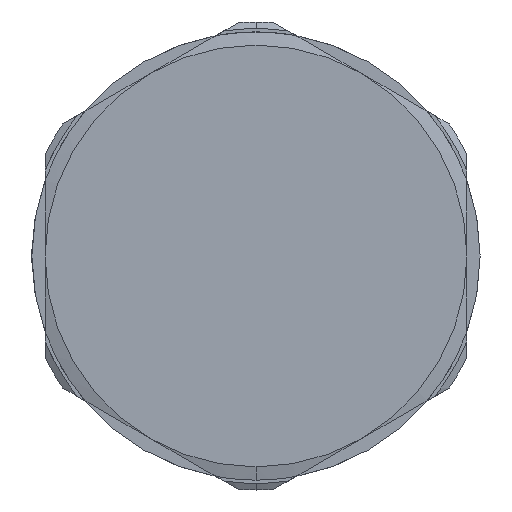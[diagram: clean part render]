
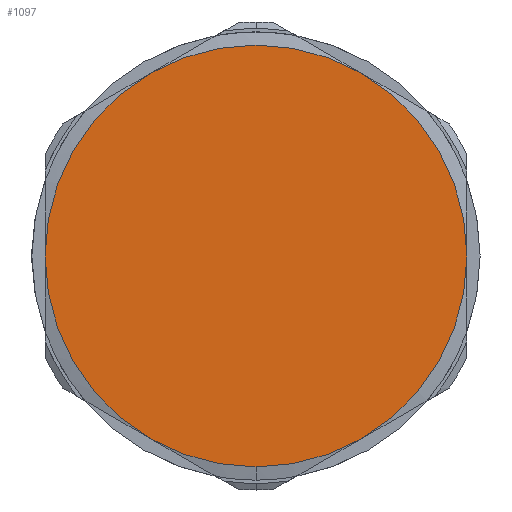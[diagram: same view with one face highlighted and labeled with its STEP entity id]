
A CAD part, left-side view. The second image highlights one B-rep face of the part: STEP entity #1097.
In plain terms, the highlighted planar face has unit normal (-1, 0, 0).
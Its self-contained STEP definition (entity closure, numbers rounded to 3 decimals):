
#359 = PLANE ( 'NONE',  #2176 ) ;
#361 = CARTESIAN_POINT ( 'NONE',  ( -113.2, 16., -9.238 ) ) ;
#366 = DIRECTION ( 'NONE',  ( 1., 0., 0. ) ) ;
#367 = DIRECTION ( 'NONE',  ( 0., -1., 0. ) ) ;
#424 = CARTESIAN_POINT ( 'NONE',  ( -113.2, -16., 0. ) ) ;
#469 = CARTESIAN_POINT ( 'NONE',  ( -113.2, -8., 13.856 ) ) ;
#481 = CARTESIAN_POINT ( 'NONE',  ( -113.2, -8., -13.856 ) ) ;
#519 = CARTESIAN_POINT ( 'NONE',  ( -113.2, 8., 13.856 ) ) ;
#1097 = ADVANCED_FACE ( 'NONE', ( #7184 ), #359, .F. ) ;
#1251 = CARTESIAN_POINT ( 'NONE',  ( -113.2, 0., -16. ) ) ;
#1315 = VERTEX_POINT ( 'NONE', #424 ) ;
#1386 = VERTEX_POINT ( 'NONE', #469 ) ;
#1403 = VERTEX_POINT ( 'NONE', #481 ) ;
#1455 = VERTEX_POINT ( 'NONE', #519 ) ;
#1576 = EDGE_LOOP ( 'NONE', ( #6216, #6302, #6369, #6359, #6360, #6334, #6356 ) ) ;
#1604 = VERTEX_POINT ( 'NONE', #12090 ) ;
#1741 = VERTEX_POINT ( 'NONE', #12171 ) ;
#2176 = AXIS2_PLACEMENT_3D ( 'NONE', #361, #366, #367 ) ;
#2186 = AXIS2_PLACEMENT_3D ( 'NONE', #4528, #4529, #4530 ) ;
#2437 = EDGE_CURVE ( 'NONE', #5112, #1604, #7823, .T. ) ;
#2479 = EDGE_CURVE ( 'NONE', #1403, #5112, #7253, .T. ) ;
#2719 = AXIS2_PLACEMENT_3D ( 'NONE', #6176, #6177, #6178 ) ;
#2728 = AXIS2_PLACEMENT_3D ( 'NONE', #8679, #8680, #8681 ) ;
#2733 = AXIS2_PLACEMENT_3D ( 'NONE', #8684, #8685, #8686 ) ;
#2734 = AXIS2_PLACEMENT_3D ( 'NONE', #8671, #8672, #8673 ) ;
#2756 = AXIS2_PLACEMENT_3D ( 'NONE', #10128, #10129, #10131 ) ;
#2821 = AXIS2_PLACEMENT_3D ( 'NONE', #8950, #8951, #8952 ) ;
#3080 = EDGE_CURVE ( 'NONE', #1315, #1403, #4670, .T. ) ;
#3109 = EDGE_CURVE ( 'NONE', #1741, #1455, #4658, .T. ) ;
#3112 = EDGE_CURVE ( 'NONE', #1455, #1386, #4795, .T. ) ;
#3113 = EDGE_CURVE ( 'NONE', #1604, #1741, #4701, .T. ) ;
#3205 = EDGE_CURVE ( 'NONE', #1386, #1315, #4650, .T. ) ;
#4528 = CARTESIAN_POINT ( 'NONE',  ( -113.2, 0., 0. ) ) ;
#4529 = DIRECTION ( 'NONE',  ( 1., 0., 0. ) ) ;
#4530 = DIRECTION ( 'NONE',  ( 0., 0., -1. ) ) ;
#4650 = CIRCLE ( 'NONE', #2821, 16. ) ;
#4658 = CIRCLE ( 'NONE', #2734, 16. ) ;
#4670 = CIRCLE ( 'NONE', #2719, 16. ) ;
#4701 = CIRCLE ( 'NONE', #2733, 16. ) ;
#4795 = CIRCLE ( 'NONE', #2728, 16. ) ;
#5112 = VERTEX_POINT ( 'NONE', #1251 ) ;
#6176 = CARTESIAN_POINT ( 'NONE',  ( -113.2, 0., 0. ) ) ;
#6177 = DIRECTION ( 'NONE',  ( 1., 0., 0. ) ) ;
#6178 = DIRECTION ( 'NONE',  ( 0., 0., -1. ) ) ;
#6216 = ORIENTED_EDGE ( 'NONE', *, *, #3080, .F. ) ;
#6302 = ORIENTED_EDGE ( 'NONE', *, *, #3205, .F. ) ;
#6334 = ORIENTED_EDGE ( 'NONE', *, *, #2437, .F. ) ;
#6356 = ORIENTED_EDGE ( 'NONE', *, *, #2479, .F. ) ;
#6359 = ORIENTED_EDGE ( 'NONE', *, *, #3109, .F. ) ;
#6360 = ORIENTED_EDGE ( 'NONE', *, *, #3113, .F. ) ;
#6369 = ORIENTED_EDGE ( 'NONE', *, *, #3112, .F. ) ;
#7184 = FACE_OUTER_BOUND ( 'NONE', #1576, .T. ) ;
#7253 = CIRCLE ( 'NONE', #2756, 16. ) ;
#7823 = CIRCLE ( 'NONE', #2186, 16. ) ;
#8671 = CARTESIAN_POINT ( 'NONE',  ( -113.2, 0., 0. ) ) ;
#8672 = DIRECTION ( 'NONE',  ( 1., 0., 0. ) ) ;
#8673 = DIRECTION ( 'NONE',  ( 0., 0., -1. ) ) ;
#8679 = CARTESIAN_POINT ( 'NONE',  ( -113.2, 0., 0. ) ) ;
#8680 = DIRECTION ( 'NONE',  ( 1., 0., 0. ) ) ;
#8681 = DIRECTION ( 'NONE',  ( 0., 0., -1. ) ) ;
#8684 = CARTESIAN_POINT ( 'NONE',  ( -113.2, 0., 0. ) ) ;
#8685 = DIRECTION ( 'NONE',  ( 1., 0., 0. ) ) ;
#8686 = DIRECTION ( 'NONE',  ( 0., 0., -1. ) ) ;
#8950 = CARTESIAN_POINT ( 'NONE',  ( -113.2, 0., 0. ) ) ;
#8951 = DIRECTION ( 'NONE',  ( 1., 0., 0. ) ) ;
#8952 = DIRECTION ( 'NONE',  ( 0., 0., -1. ) ) ;
#10128 = CARTESIAN_POINT ( 'NONE',  ( -113.2, 0., 0. ) ) ;
#10129 = DIRECTION ( 'NONE',  ( 1., 0., 0. ) ) ;
#10131 = DIRECTION ( 'NONE',  ( 0., 0., -1. ) ) ;
#12090 = CARTESIAN_POINT ( 'NONE',  ( -113.2, 8., -13.856 ) ) ;
#12171 = CARTESIAN_POINT ( 'NONE',  ( -113.2, 16., 0. ) ) ;
